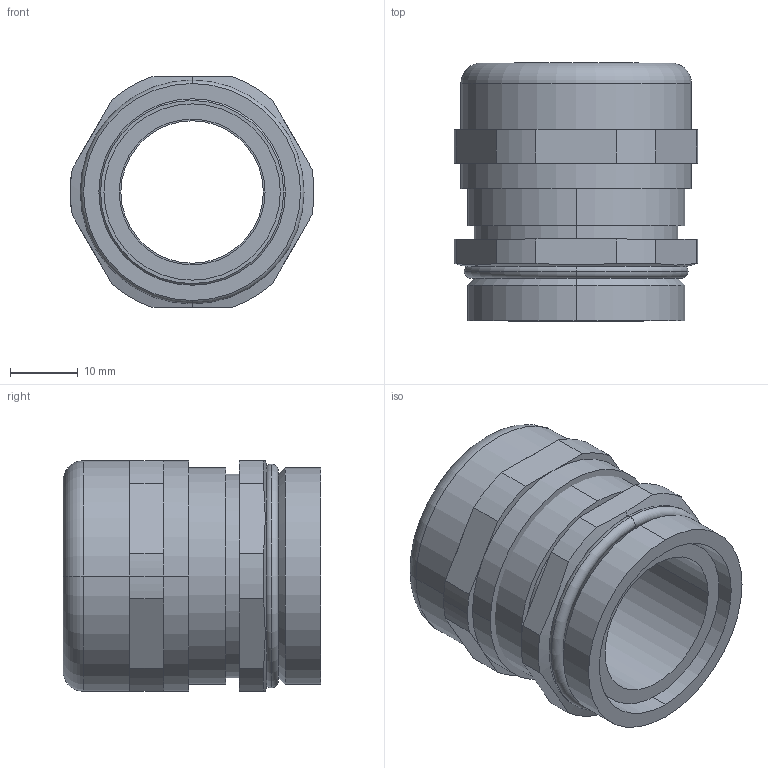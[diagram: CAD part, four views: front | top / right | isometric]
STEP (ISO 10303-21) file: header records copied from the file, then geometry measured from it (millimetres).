
FILE_DESCRIPTION (( 'STEP AP214' ), '1' );
FILE_NAME ('2086042.stp', '2020-01-09T14:52:31', ( '' ), ( '' ), 'SwSTEP 2.0', 'SolidWorks 2018', '' );
FILE_SCHEMA (( 'AUTOMOTIVE_DESIGN' ));
Length unit declared in the file: millimetre
Products named in the file (6): 012279_M32 2086177; 2086042; 011344_M32 2086177; 012463_M32 2086177; EV743_M32; 011359_M32 2086042
Assembly tree (5 placements, depth 2):
  2086042
    011359_M32 2086042
    EV743_M32
    012279_M32 2086177
    012463_M32 2086177
    011344_M32 2086177
Bounding box: 35.96 x 38 x 34 mm (x, y, z)
Volume: 17989.1 mm3; surface area: 18659.7 mm2
Topology: 5 solids, 5 shells, 101 faces, 229 edges, 140 vertices
Faces by surface type: cylinder 41, plane 36, cone 16, torus 8
Entity records: 3141 total; most frequent: DIRECTION 561, CARTESIAN_POINT 510, ORIENTED_EDGE 458, AXIS2_PLACEMENT_3D 231, EDGE_CURVE 229, VERTEX_POINT 140, CIRCLE 122, EDGE_LOOP 113
